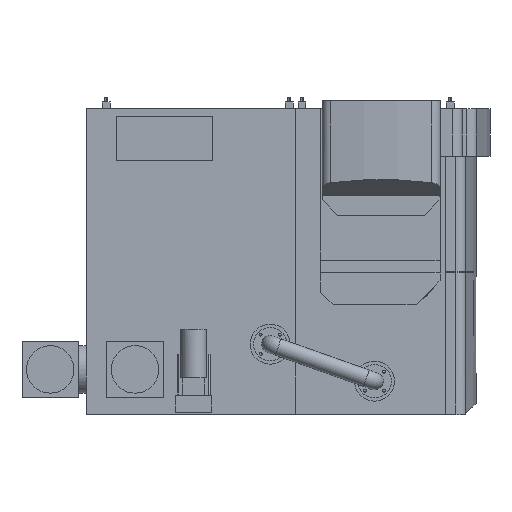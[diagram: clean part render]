
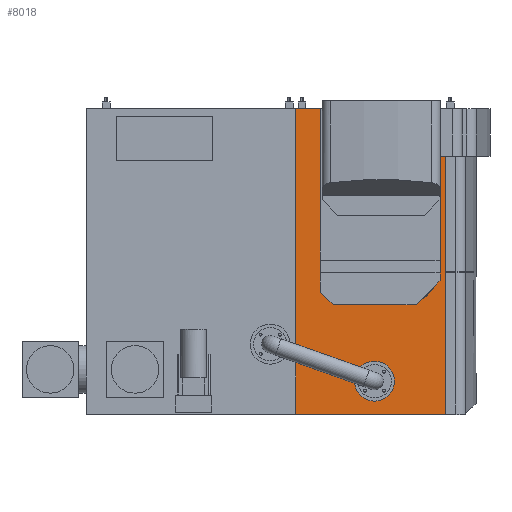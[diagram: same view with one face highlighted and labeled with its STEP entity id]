
A CAD part, left-side view. The second image highlights one B-rep face of the part: STEP entity #8018.
In plain terms, the highlighted planar face has unit normal (-1, 0, 0).
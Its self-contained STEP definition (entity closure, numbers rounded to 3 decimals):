
#21 = AXIS2_PLACEMENT_3D ( 'NONE', #9911, #14241, #4962 ) ;
#497 = DIRECTION ( 'NONE',  ( 0., 0., 1. ) ) ;
#575 = DIRECTION ( 'NONE',  ( -1., 0., 0. ) ) ;
#609 = LINE ( 'NONE', #8246, #9686 ) ;
#1095 = ORIENTED_EDGE ( 'NONE', *, *, #10157, .T. ) ;
#1218 = CARTESIAN_POINT ( 'NONE',  ( 0., 64., -300. ) ) ;
#1522 = EDGE_CURVE ( 'NONE', #6933, #10294, #3962, .T. ) ;
#1623 = CARTESIAN_POINT ( 'NONE',  ( 0., 95.5, -300. ) ) ;
#1632 = LINE ( 'NONE', #4408, #7808 ) ;
#1859 = DIRECTION ( 'NONE',  ( 0., 0., 1. ) ) ;
#2111 = EDGE_LOOP ( 'NONE', ( #1095, #12799, #6886, #9220, #4445, #12371, #4135, #4756 ) ) ;
#2606 = EDGE_LOOP ( 'NONE', ( #6660, #10170 ) ) ;
#2939 = DIRECTION ( 'NONE',  ( 0., 0., 1. ) ) ;
#2981 = CARTESIAN_POINT ( 'NONE',  ( 0., 506., -1764. ) ) ;
#3002 = VERTEX_POINT ( 'NONE', #1218 ) ;
#3594 = CARTESIAN_POINT ( 'NONE',  ( 0., 0., -1916. ) ) ;
#3801 = CARTESIAN_POINT ( 'NONE',  ( 0., 95.5, -950. ) ) ;
#3962 = LINE ( 'NONE', #14245, #14424 ) ;
#3987 = DIRECTION ( 'NONE',  ( 0., -1., 0. ) ) ;
#4112 = LINE ( 'NONE', #16093, #16195 ) ;
#4135 = ORIENTED_EDGE ( 'NONE', *, *, #10960, .F. ) ;
#4319 = VECTOR ( 'NONE', #1859, 1000. ) ;
#4408 = CARTESIAN_POINT ( 'NONE',  ( 0., 95.5, 0. ) ) ;
#4445 = ORIENTED_EDGE ( 'NONE', *, *, #1522, .T. ) ;
#4616 = EDGE_CURVE ( 'NONE', #6933, #6805, #12821, .T. ) ;
#4657 = VECTOR ( 'NONE', #14021, 1000. ) ;
#4756 = ORIENTED_EDGE ( 'NONE', *, *, #8573, .F. ) ;
#4962 = DIRECTION ( 'NONE',  ( 0., 0., 1. ) ) ;
#5078 = CARTESIAN_POINT ( 'NONE',  ( 0., 0., 0. ) ) ;
#6008 = VERTEX_POINT ( 'NONE', #1623 ) ;
#6341 = VERTEX_POINT ( 'NONE', #8050 ) ;
#6381 = VERTEX_POINT ( 'NONE', #15016 ) ;
#6396 = CARTESIAN_POINT ( 'NONE',  ( 0., 0., -1916. ) ) ;
#6660 = ORIENTED_EDGE ( 'NONE', *, *, #12946, .F. ) ;
#6695 = CARTESIAN_POINT ( 'NONE',  ( 0., 506., -1656. ) ) ;
#6805 = VERTEX_POINT ( 'NONE', #7762 ) ;
#6849 = CARTESIAN_POINT ( 'NONE',  ( 0., 845.5, 0. ) ) ;
#6851 = AXIS2_PLACEMENT_3D ( 'NONE', #9490, #575, #497 ) ;
#6886 = ORIENTED_EDGE ( 'NONE', *, *, #15591, .T. ) ;
#6933 = VERTEX_POINT ( 'NONE', #10657 ) ;
#7030 = CIRCLE ( 'NONE', #21, 54. ) ;
#7456 = VERTEX_POINT ( 'NONE', #3801 ) ;
#7762 = CARTESIAN_POINT ( 'NONE',  ( 0., 845.5, 0. ) ) ;
#7808 = VECTOR ( 'NONE', #8148, 1000. ) ;
#8018 = ADVANCED_FACE ( 'NONE', ( #11929, #15852 ), #14582, .F. ) ;
#8050 = CARTESIAN_POINT ( 'NONE',  ( 0., 845.5, -950. ) ) ;
#8148 = DIRECTION ( 'NONE',  ( 0., 0., -1. ) ) ;
#8246 = CARTESIAN_POINT ( 'NONE',  ( 0., 64., 81.216 ) ) ;
#8251 = LINE ( 'NONE', #8335, #4657 ) ;
#8275 = EDGE_CURVE ( 'NONE', #10294, #6381, #9885, .T. ) ;
#8330 = DIRECTION ( 'NONE',  ( 0., 0., -1. ) ) ;
#8335 = CARTESIAN_POINT ( 'NONE',  ( 0., 64.5, -300. ) ) ;
#8573 = EDGE_CURVE ( 'NONE', #6008, #3002, #8251, .T. ) ;
#8738 = CARTESIAN_POINT ( 'NONE',  ( 0., 999., -1916. ) ) ;
#9220 = ORIENTED_EDGE ( 'NONE', *, *, #4616, .F. ) ;
#9490 = CARTESIAN_POINT ( 'NONE',  ( 0., 506., -1710. ) ) ;
#9686 = VECTOR ( 'NONE', #8330, 1000. ) ;
#9885 = LINE ( 'NONE', #3594, #12253 ) ;
#9911 = CARTESIAN_POINT ( 'NONE',  ( 0., 506., -1710. ) ) ;
#10157 = EDGE_CURVE ( 'NONE', #6008, #7456, #1632, .T. ) ;
#10166 = VERTEX_POINT ( 'NONE', #2981 ) ;
#10170 = ORIENTED_EDGE ( 'NONE', *, *, #15809, .F. ) ;
#10294 = VERTEX_POINT ( 'NONE', #8738 ) ;
#10657 = CARTESIAN_POINT ( 'NONE',  ( 0., 999., 0. ) ) ;
#10692 = LINE ( 'NONE', #6849, #4319 ) ;
#10960 = EDGE_CURVE ( 'NONE', #3002, #6381, #609, .T. ) ;
#11243 = VERTEX_POINT ( 'NONE', #6695 ) ;
#11434 = DIRECTION ( 'NONE',  ( 0., 0., -1. ) ) ;
#11648 = EDGE_CURVE ( 'NONE', #7456, #6341, #4112, .T. ) ;
#11929 = FACE_BOUND ( 'NONE', #2606, .T. ) ;
#12253 = VECTOR ( 'NONE', #13875, 1000. ) ;
#12371 = ORIENTED_EDGE ( 'NONE', *, *, #8275, .T. ) ;
#12799 = ORIENTED_EDGE ( 'NONE', *, *, #11648, .T. ) ;
#12821 = LINE ( 'NONE', #5078, #16157 ) ;
#12946 = EDGE_CURVE ( 'NONE', #11243, #10166, #14185, .T. ) ;
#13600 = AXIS2_PLACEMENT_3D ( 'NONE', #6396, #14233, #2939 ) ;
#13875 = DIRECTION ( 'NONE',  ( 0., -1., 0. ) ) ;
#14021 = DIRECTION ( 'NONE',  ( 0., -1., 0. ) ) ;
#14185 = CIRCLE ( 'NONE', #6851, 54. ) ;
#14233 = DIRECTION ( 'NONE',  ( 1., 0., 0. ) ) ;
#14241 = DIRECTION ( 'NONE',  ( -1., 0., 0. ) ) ;
#14245 = CARTESIAN_POINT ( 'NONE',  ( 0., 999., 81.216 ) ) ;
#14424 = VECTOR ( 'NONE', #11434, 1000. ) ;
#14582 = PLANE ( 'NONE',  #13600 ) ;
#14821 = DIRECTION ( 'NONE',  ( 0., 1., 0. ) ) ;
#15016 = CARTESIAN_POINT ( 'NONE',  ( 0., 64., -1916. ) ) ;
#15591 = EDGE_CURVE ( 'NONE', #6341, #6805, #10692, .T. ) ;
#15809 = EDGE_CURVE ( 'NONE', #10166, #11243, #7030, .T. ) ;
#15852 = FACE_OUTER_BOUND ( 'NONE', #2111, .T. ) ;
#16093 = CARTESIAN_POINT ( 'NONE',  ( 0., 95.5, -950. ) ) ;
#16157 = VECTOR ( 'NONE', #3987, 1000. ) ;
#16195 = VECTOR ( 'NONE', #14821, 1000. ) ;
